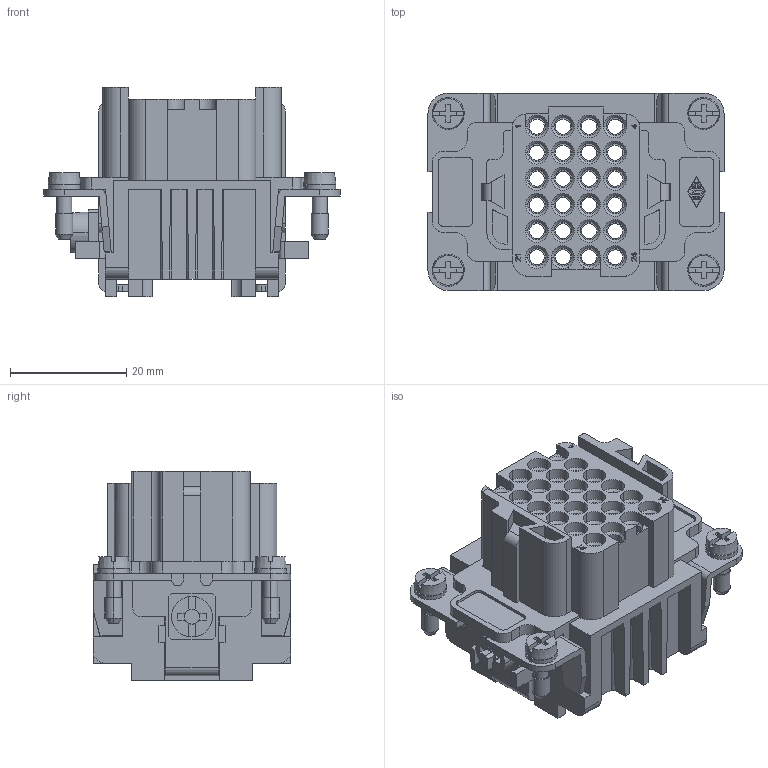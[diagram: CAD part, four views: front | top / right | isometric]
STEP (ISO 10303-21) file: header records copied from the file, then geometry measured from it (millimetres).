
FILE_DESCRIPTION(('Creo Elements/Direct Modeling STEP Export'),'2;1');
FILE_NAME('0ln7uvk46bkkkhs4616','2016-12-23T 9:18:36',(''),(''),'PTC Creo Elements/Direct Modeling STEP processor for AP214 (Solid Model)','PTC Creo Elements/Direct Modeling 19.0E 27-Jun-2016 (C) Parametric Technology GmbH','');
FILE_SCHEMA(('AUTOMOTIVE_DESIGN { 1 0 10303 214 1 1 1 1 }'));
Length unit declared in the file: millimetre
Products named in the file (2): RDDF_24
Assembly tree (1 placements, depth 2):
  RDDF_24
    RDDF_24
Bounding box: 51 x 34 x 36 mm (x, y, z)
Volume: 19862 mm3; surface area: 21176.7 mm2
Topology: 1 solids, 1 shells, 1122 faces, 3049 edges, 1996 vertices
Faces by surface type: plane 632, cylinder 336, cone 112, extrusion 40, torus 2
Entity records: 41013 total; most frequent: CARTESIAN_POINT 6557, ORIENTED_EDGE 6098, DIRECTION 5052, EDGE_CURVE 3049, VERTEX_POINT 1996, VECTOR 1982, LINE 1942, AXIS2_PLACEMENT_3D 1535
